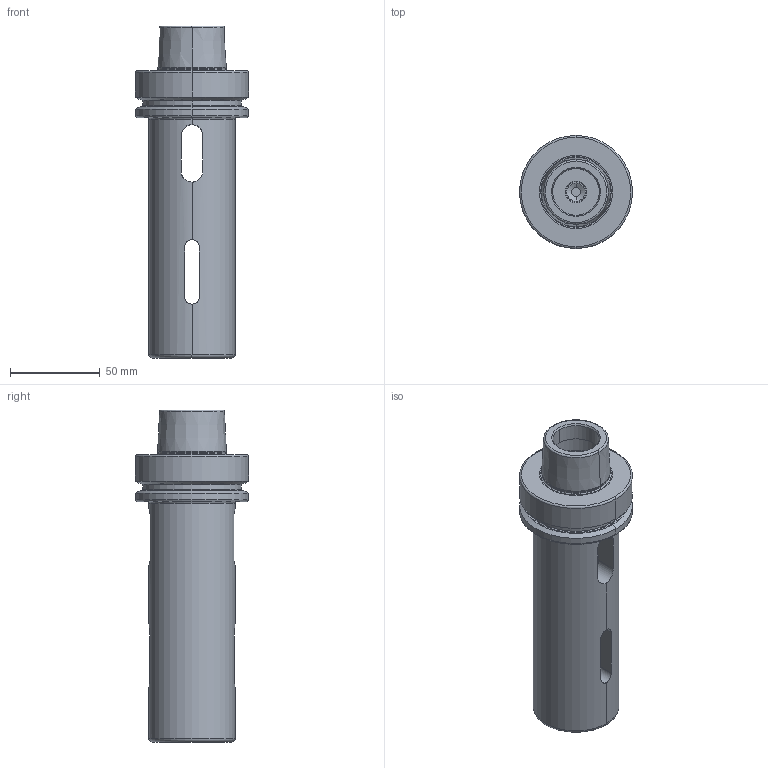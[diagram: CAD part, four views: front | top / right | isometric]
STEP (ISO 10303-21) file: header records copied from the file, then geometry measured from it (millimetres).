
FILE_DESCRIPTION((''),'2;1');
FILE_NAME('F63_07_04','2020-08-27T',('103090'),(''),'CREO PARAMETRIC BY PTC INC, 2016260','CREO PARAMETRIC BY PTC INC, 2016260','');
FILE_SCHEMA(('CONFIG_CONTROL_DESIGN'));
Length unit declared in the file: millimetre
Products named in the file (1): F63_07_04
Bounding box: 63 x 63 x 185 mm (x, y, z)
Volume: 234898.1 mm3; surface area: 50190.5 mm2
Topology: 1 solids, 1 shells, 91 faces, 218 edges, 130 vertices
Faces by surface type: cylinder 29, torus 26, plane 18, cone 18
Entity records: 3085 total; most frequent: CARTESIAN_POINT 903, DIRECTION 478, ORIENTED_EDGE 436, EDGE_CURVE 218, AXIS2_PLACEMENT_3D 204, VERTEX_POINT 130, CIRCLE 110, EDGE_LOOP 100
